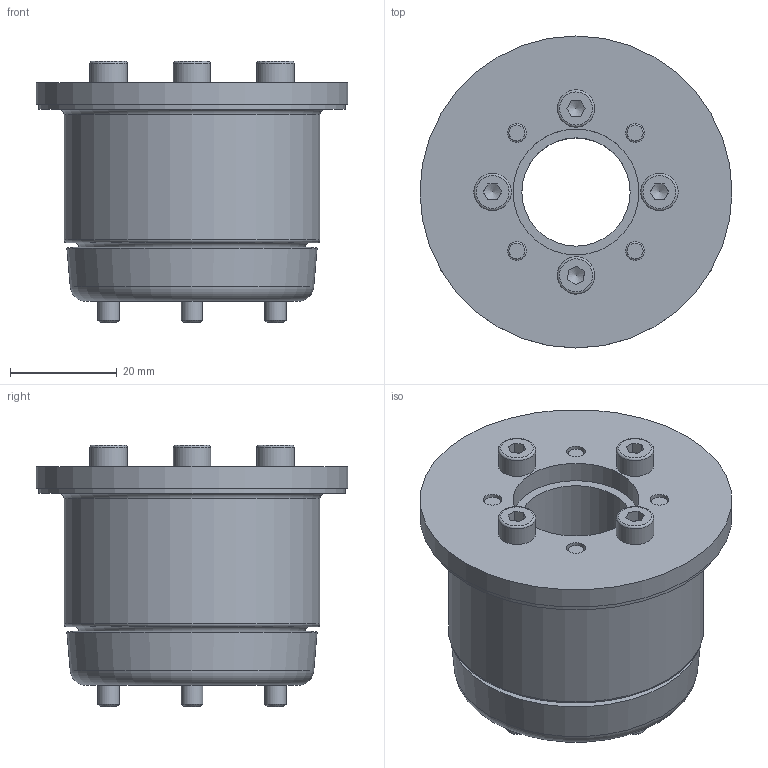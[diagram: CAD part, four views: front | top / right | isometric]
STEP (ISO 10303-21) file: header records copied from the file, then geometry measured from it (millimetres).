
FILE_DESCRIPTION(/* description */ (''),/* implementation_level */ '2;1');
FILE_NAME(/* name */ 'SPM48.stp',/* time_stamp */ '2022-04-07T09:27:45+02:00',/* author */ ('ENTER YOUR USERNAME'),/* organization */ (''),/* preprocessor_version */ 'ST-DEVELOPER v17.2',/* originating_system */ 'Autodesk Inventor 2019',/* authorisation */ '');
FILE_SCHEMA (('AUTOMOTIVE_DESIGN { 1 0 10303 214 3 1 1 }'));
Length unit declared in the file: millimetre
Products named in the file (6): SPM48; 100-074699; 100-074700; 100-074701; 100-074702; ISO 4762 - M4 x 45
Assembly tree (8 placements, depth 3):
  SPM48
    100-074699
      100-074700
      100-074701
      100-074702
      ISO 4762 - M4 x 45  x4
Bounding box: 58.5 x 58.5 x 49 mm (x, y, z)
Volume: 63171.7 mm3; surface area: 26868.1 mm2
Topology: 7 solids, 7 shells, 128 faces, 351 edges, 247 vertices
Faces by surface type: plane 48, cylinder 42, cone 20, torus 18
Full cylindrical faces by diameter (mm): 3 x4, 3.4 x4, 3.5 x8, 3.9 x8, 4 x4, 4.3 x4, 7 x4, 20.3 x1, 23.6 x2, 48 x1, 57.5 x1, 58.5 x1
Entity records: 3025 total; most frequent: DIRECTION 560, CARTESIAN_POINT 486, ORIENTED_EDGE 442, AXIS2_PLACEMENT_3D 249, EDGE_CURVE 221, VERTEX_POINT 154, CIRCLE 152, EDGE_LOOP 129
